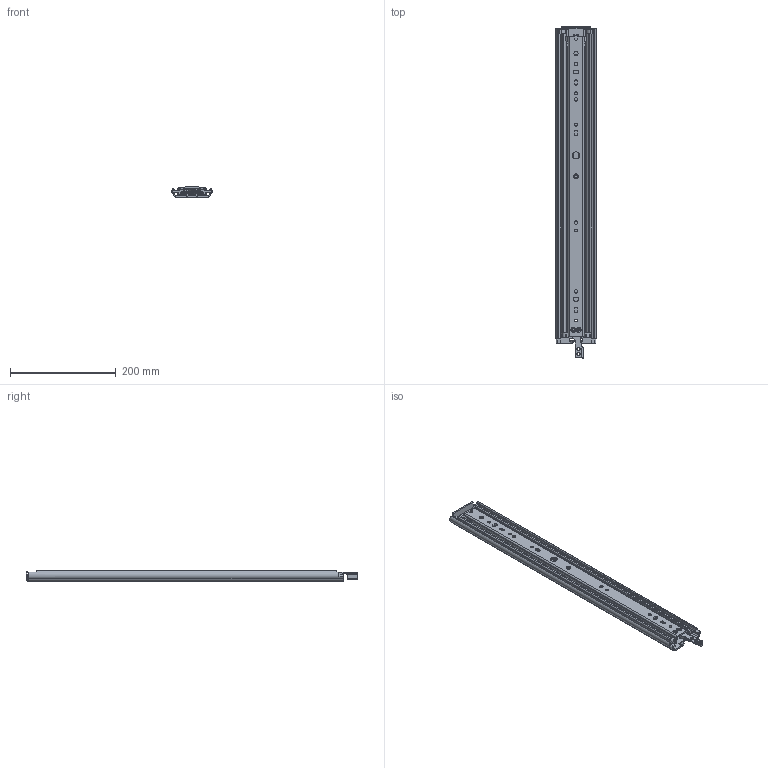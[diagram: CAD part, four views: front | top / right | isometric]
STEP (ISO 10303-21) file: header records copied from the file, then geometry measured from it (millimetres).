
FILE_DESCRIPTION(/* description */ ('TR7619 600 / 610 (19,1mm)'),/* implementation_level */ '2;1');
FILE_NAME(/* name */ '114-S37-00.stp',/* time_stamp */ '2023-07-31T14:25:57+02:00',/* author */ ('r.groen'),/* organization */ (''),/* preprocessor_version */ 'ST-DEVELOPER v18.1',/* originating_system */ 'Autodesk Inventor 2022',/* authorisation */ '');
FILE_SCHEMA (('AUTOMOTIVE_DESIGN { 1 0 10303 214 3 1 1 }'));
Length unit declared in the file: millimetre
Products named in the file (12): 114-S37; 114-S37_1; 114-S37_2; 114-S37_3; 114-S37_4; 114-S37_5; 114-S37_6; 114-S37_7; ISO 10642 - M4x6; 913058; 922126; 973009
Assembly tree (11 placements, depth 3):
  114-S37
    114-S37_1
    114-S37_2
      114-S37_3
    114-S37_4
      114-S37_5
    114-S37_6
      114-S37_7
      ISO 10642 - M4x6
      913058
      922126
      973009
Bounding box: 76.19 x 628 x 19.1 mm (x, y, z)
Volume: 352134.9 mm3; surface area: 294782 mm2
Topology: 7 solids, 7 shells, 814 faces, 2226 edges, 1406 vertices
Faces by surface type: cylinder 346, plane 329, bspline 62, torus 43, cone 28, sphere 6
Full cylindrical faces by diameter (mm): 1.3 x3, 3.5 x1, 4 x1, 5.2 x8, 5.5 x2, 6.5 x1, 6.6 x9, 6.7 x1, 8 x3, 13.5 x1, 15 x2
Entity records: 28878 total; most frequent: CARTESIAN_POINT 7516, DIRECTION 4468, ORIENTED_EDGE 4428, EDGE_CURVE 2214, AXIS2_PLACEMENT_3D 1658, VERTEX_POINT 1405, LINE 1152, VECTOR 1152
